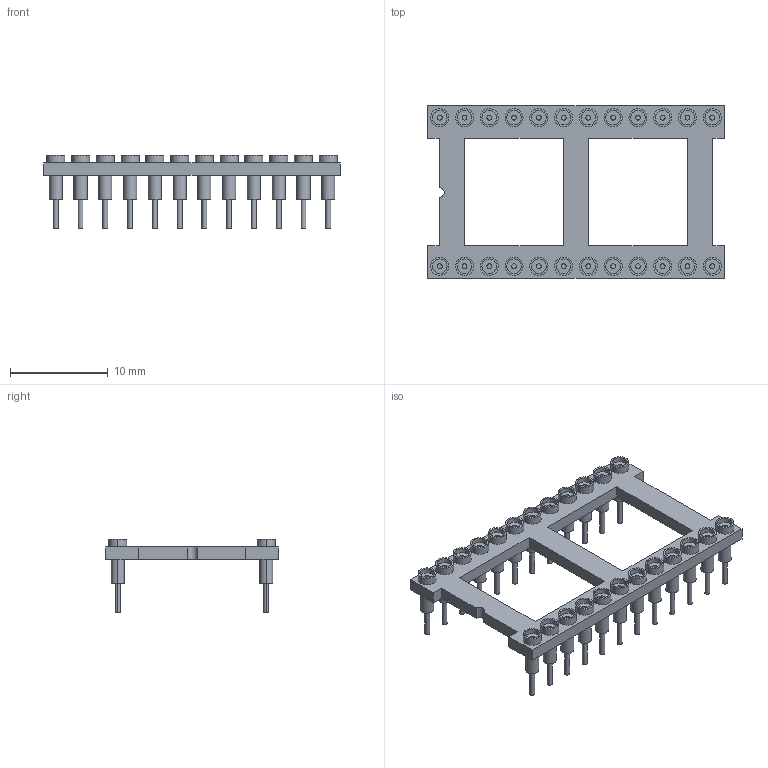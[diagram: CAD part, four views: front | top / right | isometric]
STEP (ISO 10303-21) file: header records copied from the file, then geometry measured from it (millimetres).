
FILE_DESCRIPTION((''),'2;1');
FILE_NAME('24 Pin IC Socket.stp','2008-01-03T18:12:11',('Owner'),(''),'Autodesk Inventor (R) 6.0','Autodesk Inventor (R) 6.0','');
FILE_SCHEMA(('AUTOMOTIVE_DESIGN { 1 0 10303 214 1 1 1 1 }'));
Length unit declared in the file: inch
Products named in the file (3): 24 Pin IC Socket; 24 Pin Socket Substrate; IC Socket Pin
Assembly tree (25 placements, depth 2):
  24 Pin IC Socket
    24 Pin Socket Substrate
    IC Socket Pin  x24
Bounding box: 30.45 x 17.7 x 7.55 mm (x, y, z)
Volume: 531.8 mm3; surface area: 1704.1 mm2
Topology: 25 solids, 25 shells, 432 faces, 882 edges, 548 vertices
Faces by surface type: bspline 168, cylinder 145, plane 119
Entity records: 1545 total; most frequent: CARTESIAN_POINT 337, DIRECTION 244, ORIENTED_EDGE 196, EDGE_CURVE 98, AXIS2_PLACEMENT_3D 84, VECTOR 76, LINE 76, VERTEX_POINT 65
